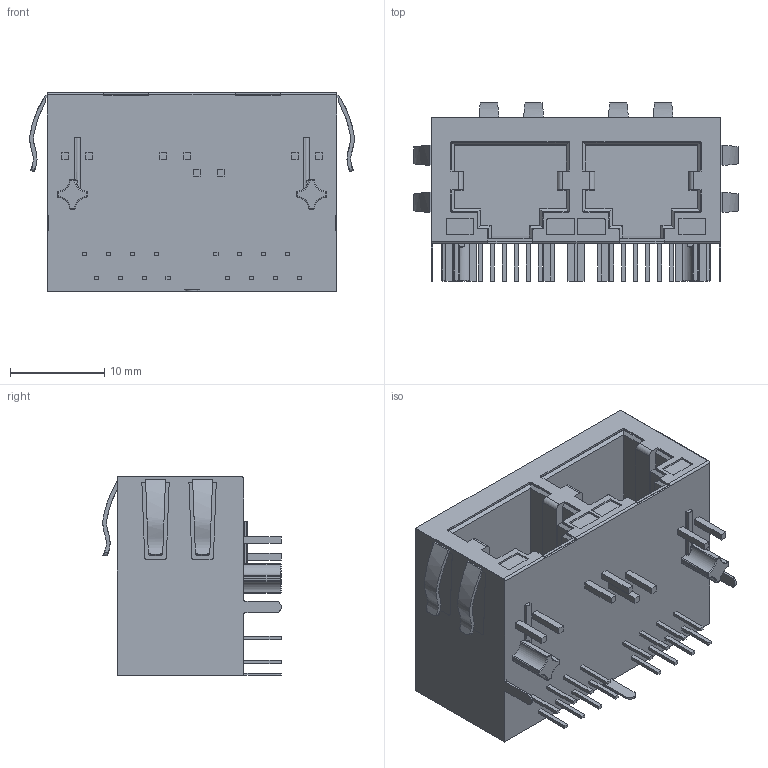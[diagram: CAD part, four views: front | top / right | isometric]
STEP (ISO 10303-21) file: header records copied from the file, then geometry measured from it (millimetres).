
FILE_DESCRIPTION (( 'STEP AP214' ), '1' );
FILE_NAME ('TMJ26204AENL.STEP', '2023-09-21T03:13:00', ( '' ), ( '' ), 'SwSTEP 2.0', 'SolidWorks 2022', '' );
FILE_SCHEMA (( 'AUTOMOTIVE_DESIGN' ));
Length unit declared in the file: millimetre
Products named in the file (1): TMJ26204AENL
Bounding box: 34.47 x 18.95 x 21.1 mm (x, y, z)
Volume: 6980.4 mm3; surface area: 4237.1 mm2
Topology: 3 solids, 3 shells, 845 faces, 2237 edges, 1458 vertices
Faces by surface type: plane 560, bspline 128, cylinder 123, torus 18, sphere 16
Entity records: 29901 total; most frequent: CARTESIAN_POINT 10123, ORIENTED_EDGE 4442, DIRECTION 3413, EDGE_CURVE 2221, VERTEX_POINT 1458, LINE 1441, VECTOR 1441, AXIS2_PLACEMENT_3D 986
